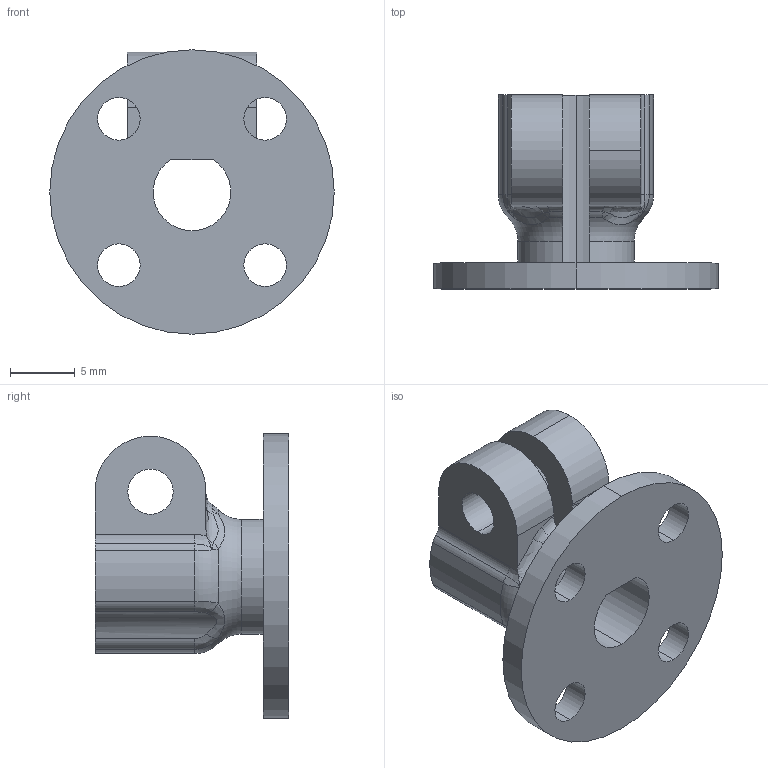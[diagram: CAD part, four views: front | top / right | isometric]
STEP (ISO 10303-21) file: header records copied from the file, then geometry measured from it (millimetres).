
FILE_DESCRIPTION (( 'STEP AP214' ), '1' );
FILE_NAME ('520 Motor Shaft Flange.STEP', '2025-01-29T01:20:32', ( '' ), ( '' ), 'SwSTEP 2.0', 'SolidWorks 2024', '' );
FILE_SCHEMA (( 'AUTOMOTIVE_DESIGN' ));
Length unit declared in the file: inch
Products named in the file (1): 520 Motor Shaft Flange
Bounding box: 22 x 15 x 22 mm (x, y, z)
Volume: 1670.5 mm3; surface area: 1969.4 mm2
Topology: 1 solids, 1 shells, 79 faces, 206 edges, 130 vertices
Faces by surface type: cylinder 34, bspline 20, plane 17, torus 8
Entity records: 3220 total; most frequent: CARTESIAN_POINT 1322, ORIENTED_EDGE 412, DIRECTION 367, EDGE_CURVE 206, AXIS2_PLACEMENT_3D 147, VERTEX_POINT 130, EDGE_LOOP 94, CIRCLE 87
